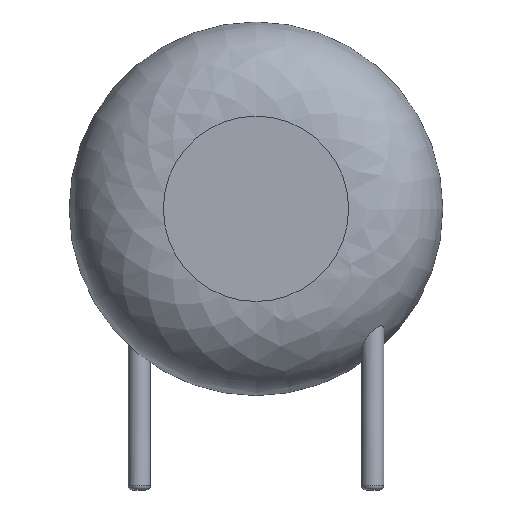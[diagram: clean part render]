
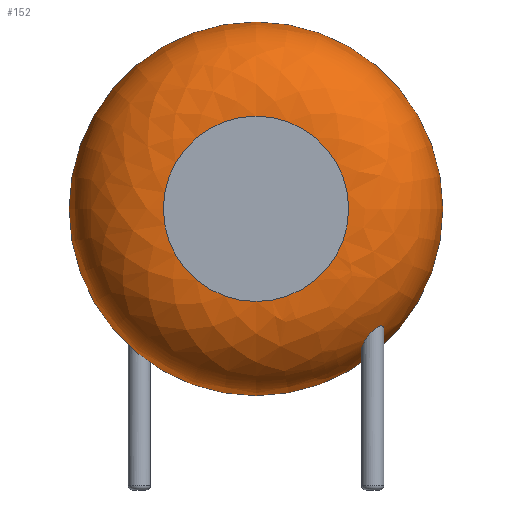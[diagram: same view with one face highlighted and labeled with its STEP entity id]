
A CAD part, front view. The second image highlights one B-rep face of the part: STEP entity #152.
In plain terms, the highlighted face is a revolution surface.
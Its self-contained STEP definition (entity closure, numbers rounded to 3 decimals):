
#24=VERTEX_POINT('',#25);
#25=CARTESIAN_POINT('',(9.75,-1.576,6.03));
#29=DIRECTION('',(0.,-1.,0.));
#30=ORIENTED_EDGE('',*,*,#31,.T.);
#31=EDGE_CURVE('',#24,#24,#32,.T.);
#32=CIRCLE('',#33,6.);
#33=AXIS2_PLACEMENT_3D('',#34,#29,#35);
#34=CARTESIAN_POINT('',(3.75,-1.576,6.03));
#35=DIRECTION('',(1.,0.,0.));
#152=ADVANCED_FACE('',(#153,#169),#247,.T.);
#153=FACE_BOUND('',#154,.T.);
#154=EDGE_LOOP('',(#30,#155,#163,#168));
#155=ORIENTED_EDGE('',*,*,#156,.T.);
#156=EDGE_CURVE('',#24,#157,#159,.T.);
#157=VERTEX_POINT('',#158);
#158=CARTESIAN_POINT('',(6.726,-4.6,6.03));
#159=CIRCLE('',#160,3.024);
#160=AXIS2_PLACEMENT_3D('',#161,#162,#35);
#161=CARTESIAN_POINT('',(6.726,-1.576,6.03));
#162=DIRECTION('',(0.,0.,-1.));
#163=ORIENTED_EDGE('',*,*,#164,.F.);
#164=EDGE_CURVE('',#157,#157,#165,.T.);
#165=CIRCLE('',#166,2.976);
#166=AXIS2_PLACEMENT_3D('',#167,#29,#35);
#167=CARTESIAN_POINT('',(3.75,-4.6,6.03));
#168=ORIENTED_EDGE('',*,*,#156,.F.);
#169=FACE_BOUND('',#170,.T.);
#170=EDGE_LOOP('',(#171,#188));
#171=ORIENTED_EDGE('',*,*,#172,.T.);
#172=EDGE_CURVE('',#173,#175,#177,.T.);
#173=VERTEX_POINT('',#174);
#174=CARTESIAN_POINT('',(7.86,-3.,2.162));
#175=VERTEX_POINT('',#176);
#176=CARTESIAN_POINT('',(7.453,-2.643,1.559));
#177=B_SPLINE_CURVE_WITH_KNOTS('',6,(#174,#178,#179,#180,#181,#182,#183,#184,#185,#186,#187,#176),.UNSPECIFIED.,.F.,.F.,(7,5,7),(0.,0.473,1.),.UNSPECIFIED.);
#178=CARTESIAN_POINT('',(7.86,-2.95,2.124));
#179=CARTESIAN_POINT('',(7.852,-2.902,2.08));
#180=CARTESIAN_POINT('',(7.836,-2.856,2.032));
#181=CARTESIAN_POINT('',(7.814,-2.814,1.982));
#182=CARTESIAN_POINT('',(7.786,-2.776,1.931));
#183=CARTESIAN_POINT('',(7.715,-2.706,1.822));
#184=CARTESIAN_POINT('',(7.671,-2.676,1.765));
#185=CARTESIAN_POINT('',(7.621,-2.653,1.708));
#186=CARTESIAN_POINT('',(7.567,-2.639,1.653));
#187=CARTESIAN_POINT('',(7.51,-2.636,1.603));
#188=ORIENTED_EDGE('',*,*,#189,.T.);
#189=EDGE_CURVE('',#175,#173,#190,.T.);
#190=B_SPLINE_CURVE_WITH_KNOTS('',8,(#176,#191,#192,#193,#194,#195,#196,#197,#198,#199,#200,#201,#202,#203,#204,#205,#206,#207,#208,#209,#210,#211,#212,#213,#214,#215,#216,#217,#218,#219,#220,#221,#222,#223,#224,#225,#226,#227,#228,#229,#230,#231,#232,#233,#234,#235,#236,#237,#238,#239,#240,#241,#242,#243,#244,#245,#246,#174),.UNSPECIFIED.,.F.,.F.,(9,7,7,7,7,7,7,7,9),(0.,0.177,0.281,0.338,0.523,0.75,0.83,0.929,1.),.UNSPECIFIED.);
#191=CARTESIAN_POINT('',(7.416,-2.648,1.531));
#192=CARTESIAN_POINT('',(7.379,-2.657,1.505));
#193=CARTESIAN_POINT('',(7.343,-2.671,1.483));
#194=CARTESIAN_POINT('',(7.308,-2.69,1.465));
#195=CARTESIAN_POINT('',(7.275,-2.713,1.451));
#196=CARTESIAN_POINT('',(7.245,-2.74,1.443));
#197=CARTESIAN_POINT('',(7.219,-2.771,1.44));
#198=CARTESIAN_POINT('',(7.185,-2.824,1.443));
#199=CARTESIAN_POINT('',(7.174,-2.844,1.446));
#200=CARTESIAN_POINT('',(7.165,-2.865,1.451));
#201=CARTESIAN_POINT('',(7.157,-2.886,1.458));
#202=CARTESIAN_POINT('',(7.15,-2.908,1.467));
#203=CARTESIAN_POINT('',(7.146,-2.93,1.477));
#204=CARTESIAN_POINT('',(7.143,-2.952,1.488));
#205=CARTESIAN_POINT('',(7.14,-2.985,1.508));
#206=CARTESIAN_POINT('',(7.14,-2.997,1.515));
#207=CARTESIAN_POINT('',(7.14,-3.008,1.523));
#208=CARTESIAN_POINT('',(7.14,-3.02,1.531));
#209=CARTESIAN_POINT('',(7.141,-3.031,1.54));
#210=CARTESIAN_POINT('',(7.142,-3.043,1.549));
#211=CARTESIAN_POINT('',(7.144,-3.054,1.558));
#212=CARTESIAN_POINT('',(7.152,-3.101,1.598));
#213=CARTESIAN_POINT('',(7.163,-3.135,1.632));
#214=CARTESIAN_POINT('',(7.177,-3.168,1.668));
#215=CARTESIAN_POINT('',(7.195,-3.198,1.706));
#216=CARTESIAN_POINT('',(7.215,-3.226,1.745));
#217=CARTESIAN_POINT('',(7.239,-3.251,1.786));
#218=CARTESIAN_POINT('',(7.264,-3.274,1.827));
#219=CARTESIAN_POINT('',(7.326,-3.318,1.919));
#220=CARTESIAN_POINT('',(7.363,-3.337,1.97));
#221=CARTESIAN_POINT('',(7.403,-3.352,2.021));
#222=CARTESIAN_POINT('',(7.446,-3.362,2.07));
#223=CARTESIAN_POINT('',(7.491,-3.366,2.116));
#224=CARTESIAN_POINT('',(7.537,-3.363,2.159));
#225=CARTESIAN_POINT('',(7.584,-3.353,2.195));
#226=CARTESIAN_POINT('',(7.646,-3.33,2.234));
#227=CARTESIAN_POINT('',(7.661,-3.323,2.243));
#228=CARTESIAN_POINT('',(7.677,-3.314,2.251));
#229=CARTESIAN_POINT('',(7.692,-3.305,2.258));
#230=CARTESIAN_POINT('',(7.707,-3.296,2.263));
#231=CARTESIAN_POINT('',(7.721,-3.285,2.267));
#232=CARTESIAN_POINT('',(7.735,-3.273,2.27));
#233=CARTESIAN_POINT('',(7.764,-3.246,2.274));
#234=CARTESIAN_POINT('',(7.779,-3.229,2.274));
#235=CARTESIAN_POINT('',(7.793,-3.212,2.273));
#236=CARTESIAN_POINT('',(7.805,-3.194,2.269));
#237=CARTESIAN_POINT('',(7.816,-3.175,2.263));
#238=CARTESIAN_POINT('',(7.826,-3.155,2.256));
#239=CARTESIAN_POINT('',(7.834,-3.136,2.247));
#240=CARTESIAN_POINT('',(7.846,-3.101,2.23));
#241=CARTESIAN_POINT('',(7.85,-3.087,2.222));
#242=CARTESIAN_POINT('',(7.853,-3.072,2.214));
#243=CARTESIAN_POINT('',(7.856,-3.058,2.204));
#244=CARTESIAN_POINT('',(7.858,-3.043,2.195));
#245=CARTESIAN_POINT('',(7.859,-3.029,2.184));
#246=CARTESIAN_POINT('',(7.86,-3.014,2.174));
#247=SURFACE_OF_REVOLUTION('',#248,#259);
#248=B_SPLINE_CURVE_WITH_KNOTS('',6,(#25,#249,#250,#251,#252,#253,#254,#255,#256,#257,#258,#158),.UNSPECIFIED.,.F.,.F.,(7,5,7),(0.,0.785,1.571),.UNSPECIFIED.);
#249=CARTESIAN_POINT('',(9.75,-1.972,6.03));
#250=CARTESIAN_POINT('',(9.688,-2.367,6.03));
#251=CARTESIAN_POINT('',(9.563,-2.751,6.03));
#252=CARTESIAN_POINT('',(9.38,-3.11,6.03));
#253=CARTESIAN_POINT('',(9.144,-3.434,6.03));
#254=CARTESIAN_POINT('',(8.584,-3.994,6.03));
#255=CARTESIAN_POINT('',(8.26,-4.23,6.03));
#256=CARTESIAN_POINT('',(7.901,-4.413,6.03));
#257=CARTESIAN_POINT('',(7.517,-4.538,6.03));
#258=CARTESIAN_POINT('',(7.122,-4.6,6.03));
#259=AXIS1_PLACEMENT('',#34,#29);
